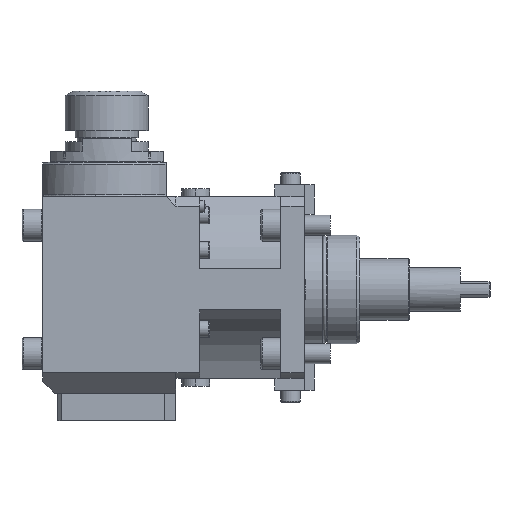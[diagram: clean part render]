
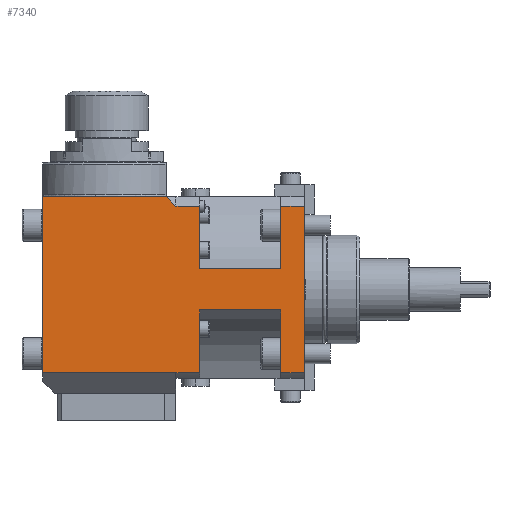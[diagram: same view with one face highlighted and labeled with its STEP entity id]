
A CAD part, front view. The second image highlights one B-rep face of the part: STEP entity #7340.
In plain terms, the highlighted planar face has unit normal (0, -1, 0).
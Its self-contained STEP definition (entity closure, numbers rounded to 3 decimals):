
#391=DIRECTION('',(0.,0.,-1.));
#392=VECTOR('',#391,84.291);
#393=CARTESIAN_POINT('',(0.,-42.,42.146));
#394=LINE('',#393,#392);
#883=DIRECTION('',(-1.,0.,0.));
#884=VECTOR('',#883,67.5);
#885=CARTESIAN_POINT('',(-65.,-42.,-42.));
#886=LINE('',#885,#884);
#887=DIRECTION('',(1.,0.,0.));
#888=VECTOR('',#887,62.5);
#889=CARTESIAN_POINT('',(-132.5,-42.,47.));
#890=LINE('',#889,#888);
#891=DIRECTION('',(0.707,0.,-0.707));
#892=VECTOR('',#891,7.071);
#893=CARTESIAN_POINT('',(-70.,-42.,47.));
#894=LINE('',#893,#892);
#895=DIRECTION('',(-1.,0.,0.));
#896=VECTOR('',#895,12.);
#897=CARTESIAN_POINT('',(-53.,-42.,42.146));
#898=LINE('',#897,#896);
#899=DIRECTION('',(0.,0.,-1.));
#900=VECTOR('',#899,31.769);
#901=CARTESIAN_POINT('',(-53.,-42.,42.146));
#902=LINE('',#901,#900);
#903=DIRECTION('',(1.,0.,0.));
#904=VECTOR('',#903,41.);
#905=CARTESIAN_POINT('',(-53.,-42.,10.376));
#906=LINE('',#905,#904);
#907=DIRECTION('',(0.,0.,-1.));
#908=VECTOR('',#907,31.769);
#909=CARTESIAN_POINT('',(-12.,-42.,42.146));
#910=LINE('',#909,#908);
#911=DIRECTION('',(-1.,0.,0.));
#912=VECTOR('',#911,12.);
#913=CARTESIAN_POINT('',(0.,-42.,42.146));
#914=LINE('',#913,#912);
#915=DIRECTION('',(-1.,0.,0.));
#916=VECTOR('',#915,12.);
#917=CARTESIAN_POINT('',(0.,-42.,-42.146));
#918=LINE('',#917,#916);
#919=DIRECTION('',(0.,0.,-1.));
#920=VECTOR('',#919,31.769);
#921=CARTESIAN_POINT('',(-12.,-42.,-10.376));
#922=LINE('',#921,#920);
#923=DIRECTION('',(1.,0.,0.));
#924=VECTOR('',#923,41.);
#925=CARTESIAN_POINT('',(-53.,-42.,-10.376));
#926=LINE('',#925,#924);
#927=DIRECTION('',(0.,0.,-1.));
#928=VECTOR('',#927,31.769);
#929=CARTESIAN_POINT('',(-53.,-42.,-10.376));
#930=LINE('',#929,#928);
#931=DIRECTION('',(-1.,0.,0.));
#932=VECTOR('',#931,12.);
#933=CARTESIAN_POINT('',(-53.,-42.,-42.146));
#934=LINE('',#933,#932);
#939=DIRECTION('',(0.,0.,-1.));
#940=VECTOR('',#939,0.146);
#941=CARTESIAN_POINT('',(-65.,-42.,-42.));
#942=LINE('',#941,#940);
#1649=DIRECTION('',(0.,0.,-1.));
#1650=VECTOR('',#1649,89.);
#1651=CARTESIAN_POINT('',(-132.5,-42.,47.));
#1652=LINE('',#1651,#1650);
#2284=DIRECTION('',(0.,0.,-1.));
#2285=VECTOR('',#2284,0.146);
#2286=CARTESIAN_POINT('',(-65.,-42.,42.146));
#2287=LINE('',#2286,#2285);
#5003=CARTESIAN_POINT('',(0.,-42.,42.146));
#5004=CARTESIAN_POINT('',(0.,-42.,-42.146));
#5005=VERTEX_POINT('',#5003);
#5006=VERTEX_POINT('',#5004);
#5048=CARTESIAN_POINT('',(-53.,-42.,-42.146));
#5050=VERTEX_POINT('',#5048);
#5051=CARTESIAN_POINT('',(-53.,-42.,42.146));
#5053=VERTEX_POINT('',#5051);
#5056=CARTESIAN_POINT('',(-12.,-42.,-42.146));
#5058=VERTEX_POINT('',#5056);
#5059=CARTESIAN_POINT('',(-12.,-42.,42.146));
#5061=VERTEX_POINT('',#5059);
#5067=CARTESIAN_POINT('',(-53.,-42.,10.376));
#5068=VERTEX_POINT('',#5067);
#5069=CARTESIAN_POINT('',(-53.,-42.,-10.376));
#5070=VERTEX_POINT('',#5069);
#5071=CARTESIAN_POINT('',(-12.,-42.,10.376));
#5072=VERTEX_POINT('',#5071);
#5073=CARTESIAN_POINT('',(-12.,-42.,-10.376));
#5074=VERTEX_POINT('',#5073);
#5089=CARTESIAN_POINT('',(-65.,-42.,-42.146));
#5090=VERTEX_POINT('',#5089);
#5091=CARTESIAN_POINT('',(-65.,-42.,42.146));
#5092=VERTEX_POINT('',#5091);
#5138=CARTESIAN_POINT('',(-132.5,-42.,47.));
#5140=VERTEX_POINT('',#5138);
#5164=CARTESIAN_POINT('',(-70.,-42.,47.));
#5166=VERTEX_POINT('',#5164);
#5176=CARTESIAN_POINT('',(-132.5,-42.,-42.));
#5177=VERTEX_POINT('',#5176);
#5187=CARTESIAN_POINT('',(-65.,-42.,-42.));
#5189=VERTEX_POINT('',#5187);
#5193=CARTESIAN_POINT('',(-65.,-42.,42.));
#5195=VERTEX_POINT('',#5193);
#7302=CARTESIAN_POINT('',(-65.,-42.,47.));
#7303=DIRECTION('',(0.,1.,0.));
#7304=DIRECTION('',(0.,0.,-1.));
#7305=AXIS2_PLACEMENT_3D('',#7302,#7303,#7304);
#7306=PLANE('',#7305);
#7308=ORIENTED_EDGE('',*,*,#7307,.F.);
#7310=ORIENTED_EDGE('',*,*,#7309,.T.);
#7312=ORIENTED_EDGE('',*,*,#7311,.F.);
#7314=ORIENTED_EDGE('',*,*,#7313,.T.);
#7316=ORIENTED_EDGE('',*,*,#7315,.T.);
#7318=ORIENTED_EDGE('',*,*,#7317,.F.);
#7320=ORIENTED_EDGE('',*,*,#7319,.F.);
#7322=ORIENTED_EDGE('',*,*,#7321,.T.);
#7324=ORIENTED_EDGE('',*,*,#7323,.T.);
#7325=ORIENTED_EDGE('',*,*,#7287,.F.);
#7326=ORIENTED_EDGE('',*,*,#7275,.F.);
#7327=ORIENTED_EDGE('',*,*,#6739,.T.);
#7329=ORIENTED_EDGE('',*,*,#7328,.T.);
#7331=ORIENTED_EDGE('',*,*,#7330,.F.);
#7333=ORIENTED_EDGE('',*,*,#7332,.F.);
#7335=ORIENTED_EDGE('',*,*,#7334,.T.);
#7337=ORIENTED_EDGE('',*,*,#7336,.T.);
#7338=EDGE_LOOP('',(#7308,#7310,#7312,#7314,#7316,#7318,#7320,#7322,#7324,#7325,
#7326,#7327,#7329,#7331,#7333,#7335,#7337));
#7339=FACE_OUTER_BOUND('',#7338,.F.);
#7340=ADVANCED_FACE('',(#7339),#7306,.F.);
#6739=EDGE_CURVE('',#5005,#5006,#394,.T.);
#7275=EDGE_CURVE('',#5005,#5061,#914,.T.);
#7287=EDGE_CURVE('',#5061,#5072,#910,.T.);
#7307=EDGE_CURVE('',#5189,#5090,#942,.T.);
#7309=EDGE_CURVE('',#5189,#5177,#886,.T.);
#7311=EDGE_CURVE('',#5140,#5177,#1652,.T.);
#7313=EDGE_CURVE('',#5140,#5166,#890,.T.);
#7315=EDGE_CURVE('',#5166,#5195,#894,.T.);
#7317=EDGE_CURVE('',#5092,#5195,#2287,.T.);
#7319=EDGE_CURVE('',#5053,#5092,#898,.T.);
#7321=EDGE_CURVE('',#5053,#5068,#902,.T.);
#7323=EDGE_CURVE('',#5068,#5072,#906,.T.);
#7328=EDGE_CURVE('',#5006,#5058,#918,.T.);
#7330=EDGE_CURVE('',#5074,#5058,#922,.T.);
#7332=EDGE_CURVE('',#5070,#5074,#926,.T.);
#7334=EDGE_CURVE('',#5070,#5050,#930,.T.);
#7336=EDGE_CURVE('',#5050,#5090,#934,.T.);
